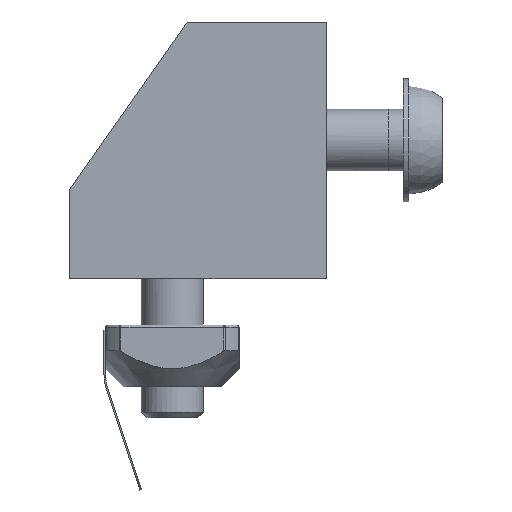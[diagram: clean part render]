
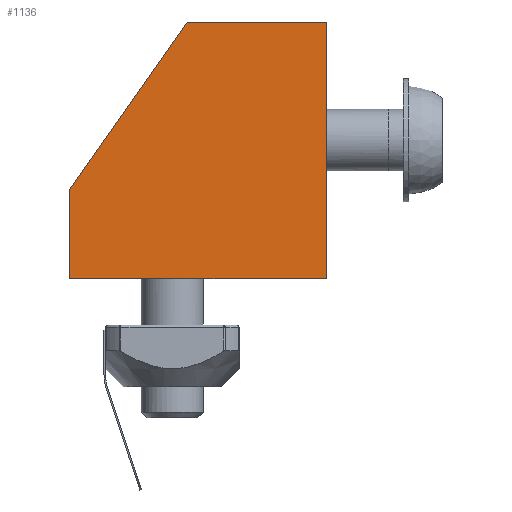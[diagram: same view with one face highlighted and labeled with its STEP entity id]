
A CAD part, left-side view. The second image highlights one B-rep face of the part: STEP entity #1136.
In plain terms, the highlighted planar face has unit normal (-1, 0, 0).
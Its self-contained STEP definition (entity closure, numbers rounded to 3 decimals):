
#1136=ADVANCED_FACE('',(#1360),#1361,.T.);
#1360=FACE_OUTER_BOUND('',#1597,.T.);
#1361=PLANE('',#1598);
#1597=EDGE_LOOP('',(#2266,#2267,#2268,#2269,#2270));
#1598=AXIS2_PLACEMENT_3D('',#2271,#2272,#2273);
#2266=ORIENTED_EDGE('',*,*,#2558,.T.);
#2267=ORIENTED_EDGE('',*,*,#2563,.T.);
#2268=ORIENTED_EDGE('',*,*,#2541,.T.);
#2269=ORIENTED_EDGE('',*,*,#2547,.T.);
#2270=ORIENTED_EDGE('',*,*,#2553,.T.);
#2271=CARTESIAN_POINT('',(-9.0,0.0,0.0));
#2272=DIRECTION('',(-1.0,0.0,0.0));
#2273=DIRECTION('',(0.0,-1.0,0.0));
#2541=EDGE_CURVE('',#2862,#2875,#2877,.T.);
#2547=EDGE_CURVE('',#2875,#2887,#2888,.T.);
#2553=EDGE_CURVE('',#2887,#2897,#2898,.T.);
#2558=EDGE_CURVE('',#2897,#2905,#2907,.T.);
#2563=EDGE_CURVE('',#2905,#2862,#2915,.F.);
#2862=VERTEX_POINT('',#3538);
#2875=VERTEX_POINT('',#3557);
#2877=LINE('',#3560,#3561);
#2887=VERTEX_POINT('',#3575);
#2888=LINE('',#3576,#3577);
#2897=VERTEX_POINT('',#3589);
#2898=LINE('',#3590,#3591);
#2905=VERTEX_POINT('',#3601);
#2907=LINE('',#3604,#3605);
#2915=LINE('',#3617,#3618);
#3538=CARTESIAN_POINT('',(-9.0,10.0,8.66));
#3557=CARTESIAN_POINT('',(-9.0,10.0,0.0));
#3560=CARTESIAN_POINT('',(-9.0,10.0,12.5));
#3561=VECTOR('',#3931,1.0);
#3575=CARTESIAN_POINT('',(-9.0,-15.0,0.0));
#3576=CARTESIAN_POINT('',(-9.0,-2.5,0.0));
#3577=VECTOR('',#3939,1.0);
#3589=CARTESIAN_POINT('',(-9.0,-15.0,25.0));
#3590=CARTESIAN_POINT('',(-9.0,-15.0,12.5));
#3591=VECTOR('',#3949,1.0);
#3601=CARTESIAN_POINT('',(-9.0,-1.44,25.0));
#3604=CARTESIAN_POINT('',(-9.0,-2.5,25.0));
#3605=VECTOR('',#3954,1.0);
#3617=CARTESIAN_POINT('',(-9.0,10.779,7.547));
#3618=VECTOR('',#3959,1.0);
#3931=DIRECTION('',(0.0,0.,-1.0));
#3939=DIRECTION('',(0.0,-1.0,0.0));
#3949=DIRECTION('',(0.0,0.,1.0));
#3954=DIRECTION('',(0.0,1.0,0.));
#3959=DIRECTION('',(0.0,-0.574,0.819));
